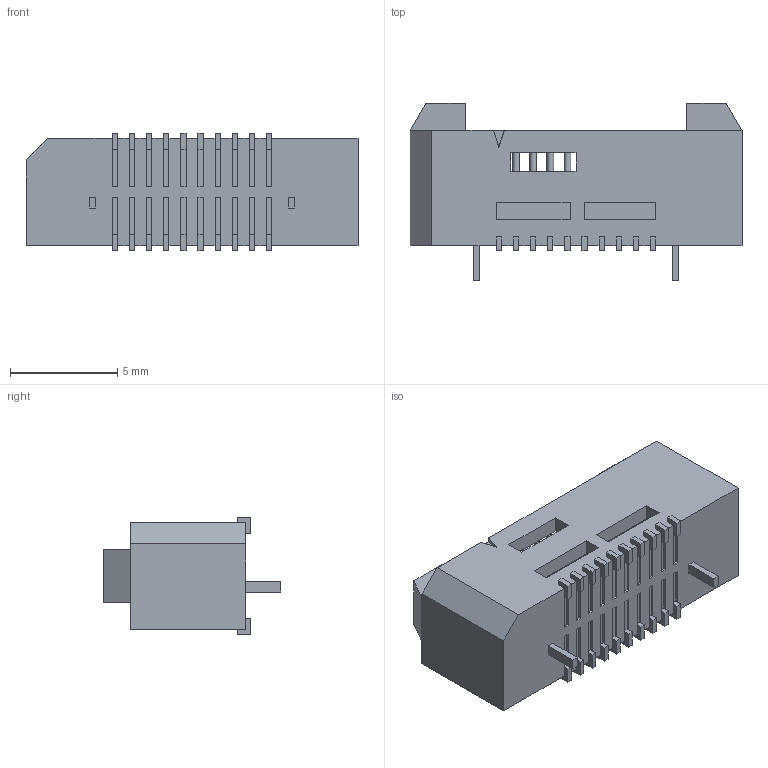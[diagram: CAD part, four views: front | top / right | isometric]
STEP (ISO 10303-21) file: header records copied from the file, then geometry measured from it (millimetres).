
FILE_DESCRIPTION(/* description */ ('STEP AP214'),/* implementation_level */ '2;1');
FILE_NAME(/* name */ 'TEM-110-02-03.0-G-D-L1',/* time_stamp */ '2024-07-04T16:43:59+02:00',/* author */ ('License CC BY-ND 4.0'),/* organization */ ('CADENAS'),/* preprocessor_version */ 'ST-DEVELOPER v19.3',/* originating_system */ 'PARTsolutions',/* authorisation */ ' ');
FILE_SCHEMA (('AUTOMOTIVE_DESIGN {1 0 10303 214 3 1 1}'));
Length unit declared in the file: millimetre
Products named in the file (4): TEM-110-02-03.0-G-D-L1; TEM-110-02-03.0-xx-D-L1_socket; T-1M58-03.0-10; TEM-First_Position_Indicator
Assembly tree (3 placements, depth 2):
  TEM-110-02-03.0-G-D-L1
    TEM-110-02-03.0-xx-D-L1_socket
    T-1M58-03.0-10
    TEM-First_Position_Indicator
Bounding box: 15.5 x 8.29 x 5.5 mm (x, y, z)
Volume: 313.1 mm3; surface area: 758.4 mm2
Topology: 3 solids, 3 shells, 373 faces, 1042 edges, 682 vertices
Faces by surface type: plane 353, cylinder 20
Full cylindrical faces by diameter (mm): 0.315 x20
Entity records: 11637 total; most frequent: CARTESIAN_POINT 2061, ORIENTED_EDGE 2024, DIRECTION 1810, EDGE_CURVE 1012, LINE 968, VECTOR 968, VERTEX_POINT 672, AXIS2_PLACEMENT_3D 421
